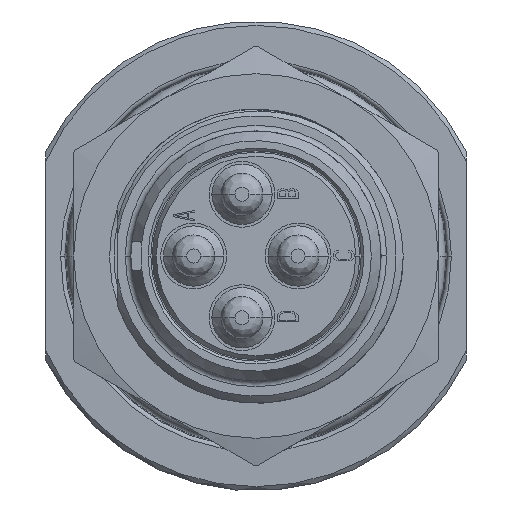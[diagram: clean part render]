
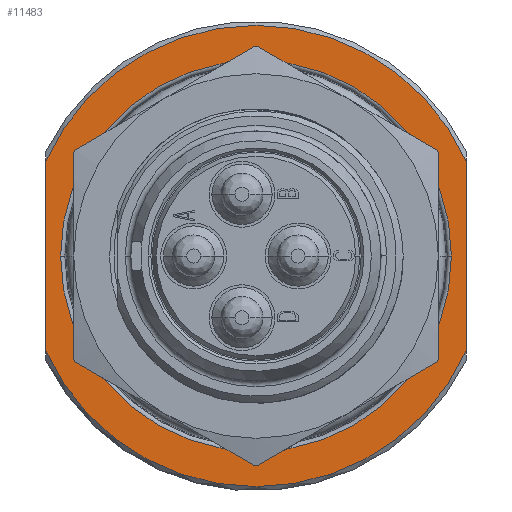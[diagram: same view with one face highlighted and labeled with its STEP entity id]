
A CAD part, left-side view. The second image highlights one B-rep face of the part: STEP entity #11483.
In plain terms, the highlighted planar face has unit normal (-1, 0, 0).
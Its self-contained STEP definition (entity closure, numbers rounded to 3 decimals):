
#106=CARTESIAN_POINT('',(20.5,0.,0.));
#107=DIRECTION('',(-1.,0.,0.));
#108=DIRECTION('',(0.,0.912,-0.411));
#109=AXIS2_PLACEMENT_3D('',#106,#107,#108);
#130=DIRECTION('',(0.,0.,1.));
#131=VECTOR('',#130,13.506);
#132=CARTESIAN_POINT('',(20.5,15.,-6.753));
#133=LINE('1228',#132,#131);
#134=DIRECTION('',(0.,0.,-1.));
#135=VECTOR('',#134,13.506);
#136=CARTESIAN_POINT('',(20.5,-15.,6.753));
#137=LINE('1227',#136,#135);
#138=CARTESIAN_POINT('',(20.5,0.,0.));
#139=DIRECTION('',(1.,0.,0.));
#140=DIRECTION('',(0.,0.912,0.411));
#141=AXIS2_PLACEMENT_3D('',#138,#139,#140);
#162=CARTESIAN_POINT('',(20.5,0.,0.));
#163=DIRECTION('',(1.,0.,0.));
#164=DIRECTION('',(0.,1.,0.));
#165=AXIS2_PLACEMENT_3D('',#162,#163,#164);
#177=CARTESIAN_POINT('',(20.5,0.,0.));
#178=DIRECTION('',(1.,0.,0.));
#179=DIRECTION('',(0.,-1.,0.));
#180=AXIS2_PLACEMENT_3D('',#177,#178,#179);
#9753=CARTESIAN_POINT('',(20.5,13.939,0.));
#9754=CARTESIAN_POINT('',(20.5,-13.939,0.));
#9755=VERTEX_POINT('',#9753);
#9756=VERTEX_POINT('',#9754);
#9801=CARTESIAN_POINT('',(20.5,15.,6.753));
#9802=CARTESIAN_POINT('',(20.5,-15.,6.753));
#9803=VERTEX_POINT('',#9801);
#9804=VERTEX_POINT('',#9802);
#9817=CARTESIAN_POINT('',(20.5,15.,-6.753));
#9818=CARTESIAN_POINT('',(20.5,-15.,-6.753));
#9819=VERTEX_POINT('',#9817);
#9820=VERTEX_POINT('',#9818);
#11465=CARTESIAN_POINT('',(20.5,0.,0.));
#11466=DIRECTION('',(1.,0.,0.));
#11467=DIRECTION('',(0.,-1.,0.));
#11468=AXIS2_PLACEMENT_3D('',#11465,#11466,#11467);
#11469=PLANE('247',#11468);
#11470=ORIENTED_EDGE('1228',*,*,#11366,.T.);
#11472=ORIENTED_EDGE('1209',*,*,#11471,.T.);
#11473=ORIENTED_EDGE('1227',*,*,#11417,.T.);
#11474=ORIENTED_EDGE('1219',*,*,#11457,.F.);
#11475=EDGE_LOOP('247',(#11470,#11472,#11473,#11474));
#11476=FACE_OUTER_BOUND('247',#11475,.F.);
#11478=ORIENTED_EDGE('1170',*,*,#11477,.F.);
#11480=ORIENTED_EDGE('1172',*,*,#11479,.F.);
#11481=EDGE_LOOP('247',(#11478,#11480));
#11482=FACE_BOUND('247',#11481,.F.);
#110=CIRCLE('1219',#109,16.45);
#142=CIRCLE('1209',#141,16.45);
#166=CIRCLE('1170',#165,13.939);
#181=CIRCLE('1172',#180,13.939);
#11366=EDGE_CURVE('1228',#9819,#9803,#133,.T.);
#11417=EDGE_CURVE('1227',#9804,#9820,#137,.T.);
#11457=EDGE_CURVE('1219',#9819,#9820,#110,.T.);
#11471=EDGE_CURVE('1209',#9803,#9804,#142,.T.);
#11477=EDGE_CURVE('1170',#9755,#9756,#166,.T.);
#11479=EDGE_CURVE('1172',#9756,#9755,#181,.T.);
#11483=ADVANCED_FACE('247',(#11476,#11482),#11469,.F.);
